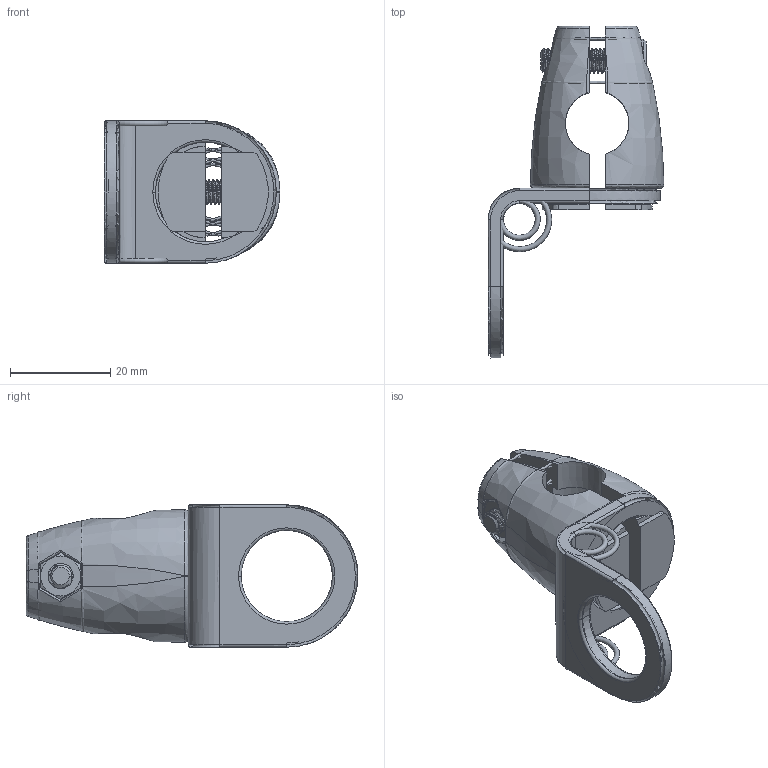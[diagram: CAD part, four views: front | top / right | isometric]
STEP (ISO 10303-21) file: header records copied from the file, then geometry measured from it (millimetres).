
FILE_DESCRIPTION((''),'2;1');
FILE_NAME('BRACKET_18MM_ASM','2010-10-06T',('dburns'),(''),'PRO/ENGINEER BY PARAMETRIC TECHNOLOGY CORPORATION, 2007390','PRO/ENGINEER BY PARAMETRIC TECHNOLOGY CORPORATION, 2007390','');
FILE_SCHEMA(('CONFIG_CONTROL_DESIGN'));
Products named in the file (1): BRACKET_18MM_ASM
Bounding box: 35.11 x 66.29 x 28.45 mm (x, y, z)
Surface area: 12009.1 mm2 (no closed solid volume)
Topology: 0 solids, 0 shells, 314 faces, 1704 edges, 1680 vertices
Faces by surface type: bspline 290, torus 24
Entity records: 42285 total; most frequent: CARTESIAN_POINT 29710, DEFINITIONAL_REPRESENTATION 1656, PCURVE 1656, COMPOSITE_CURVE_SEGMENT 1656, DIRECTION 1532, TRIMMED_CURVE 1288, B_SPLINE_CURVE_WITH_KNOTS 1204, VECTOR 1092
